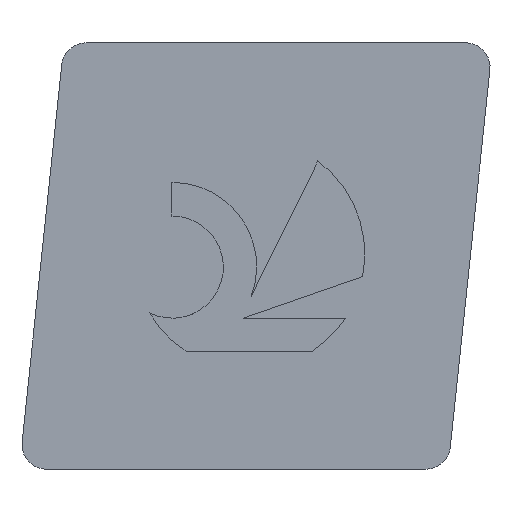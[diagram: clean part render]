
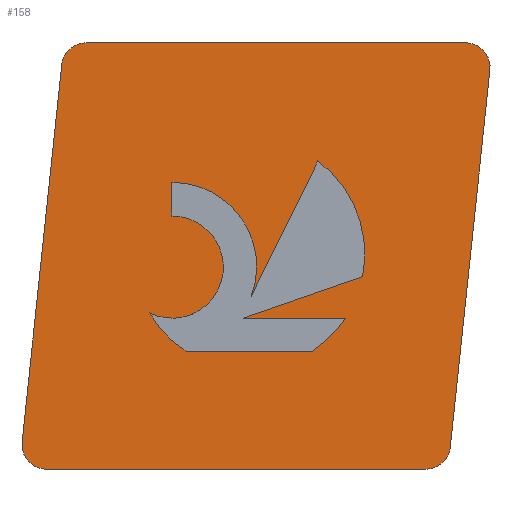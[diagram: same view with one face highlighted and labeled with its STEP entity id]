
A CAD part, top view. The second image highlights one B-rep face of the part: STEP entity #158.
In plain terms, the highlighted planar face has unit normal (0, 0, 1).
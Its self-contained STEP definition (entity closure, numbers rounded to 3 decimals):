
#156=EDGE_CURVE('',#360,#214,#425,.T.);
#158=ADVANCED_FACE('',(#427,#428),#429,.T.);
#166=VERTEX_POINT('',#438);
#170=EDGE_CURVE('',#312,#332,#443,.T.);
#180=VERTEX_POINT('',#455);
#190=EDGE_CURVE('',#254,#312,#466,.T.);
#196=EDGE_CURVE('',#276,#360,#472,.T.);
#206=EDGE_CURVE('',#266,#254,#483,.T.);
#214=VERTEX_POINT('',#491);
#224=EDGE_CURVE('',#250,#232,#503,.T.);
#228=EDGE_CURVE('',#264,#250,#508,.T.);
#232=VERTEX_POINT('',#512);
#234=VERTEX_POINT('',#514);
#250=VERTEX_POINT('',#533);
#252=EDGE_CURVE('',#232,#354,#535,.T.);
#254=VERTEX_POINT('',#537);
#256=VERTEX_POINT('',#539);
#258=EDGE_CURVE('',#256,#294,#541,.T.);
#264=VERTEX_POINT('',#548);
#266=VERTEX_POINT('',#550);
#276=VERTEX_POINT('',#562);
#278=EDGE_CURVE('',#180,#234,#564,.T.);
#288=EDGE_CURVE('',#166,#314,#574,.T.);
#292=EDGE_CURVE('',#400,#180,#578,.T.);
#294=VERTEX_POINT('',#580);
#312=VERTEX_POINT('',#600);
#314=VERTEX_POINT('',#602);
#330=EDGE_CURVE('',#214,#400,#620,.T.);
#332=VERTEX_POINT('',#622);
#338=EDGE_CURVE('',#332,#376,#628,.T.);
#350=EDGE_CURVE('',#294,#266,#643,.T.);
#354=VERTEX_POINT('',#647);
#356=EDGE_CURVE('',#376,#264,#649,.T.);
#360=VERTEX_POINT('',#653);
#366=EDGE_CURVE('',#354,#256,#659,.T.);
#368=EDGE_CURVE('',#234,#166,#661,.T.);
#372=EDGE_CURVE('',#314,#276,#665,.T.);
#376=VERTEX_POINT('',#669);
#400=VERTEX_POINT('',#695);
#425=LINE('',#715,#716);
#427=FACE_BOUND('',#718,.T.);
#428=FACE_OUTER_BOUND('',#719,.T.);
#429=PLANE('',#720);
#438=CARTESIAN_POINT('',(6.628,0.0,0.0));
#443=CIRCLE('',#739,1.887);
#455=CARTESIAN_POINT('',(0.046,0.442,0.0));
#466=LINE('',#769,#770);
#472=CIRCLE('',#779,0.4);
#483=CIRCLE('',#793,1.887);
#491=CARTESIAN_POINT('',(1.091,6.95,0.0));
#503=CIRCLE('',#817,1.37);
#508=LINE('',#823,#824);
#512=CARTESIAN_POINT('',(3.779,2.811,0.0));
#514=CARTESIAN_POINT('',(0.444,0.0,0.0));
#533=CARTESIAN_POINT('',(2.489,4.674,0.0));
#535=LINE('',#858,#859);
#537=CARTESIAN_POINT('',(4.775,1.926,0.0));
#539=CARTESIAN_POINT('',(5.597,3.139,0.0));
#541=LINE('',#866,#867);
#548=CARTESIAN_POINT('',(2.489,4.126,0.0));
#550=CARTESIAN_POINT('',(5.317,2.463,0.0));
#562=CARTESIAN_POINT('',(7.672,6.508,0.0));
#564=CIRCLE('',#896,0.4);
#574=CIRCLE('',#911,0.4);
#578=LINE('',#917,#918);
#580=CARTESIAN_POINT('',(3.651,2.463,0.0));
#600=CARTESIAN_POINT('',(2.718,1.926,0.0));
#602=CARTESIAN_POINT('',(7.026,0.358,0.0));
#620=CIRCLE('',#972,0.4);
#622=CARTESIAN_POINT('',(2.122,2.549,0.0));
#628=CIRCLE('',#985,0.833);
#643=LINE('',#1003,#1004);
#647=CARTESIAN_POINT('',(4.87,5.024,0.0));
#649=CIRCLE('',#1013,0.833);
#653=CARTESIAN_POINT('',(7.275,6.95,0.0));
#659=CIRCLE('',#1028,1.887);
#661=LINE('',#1031,#1032);
#665=LINE('',#1039,#1040);
#669=CARTESIAN_POINT('',(2.867,4.038,0.0));
#695=CARTESIAN_POINT('',(0.693,6.592,0.0));
#715=CARTESIAN_POINT('',(7.275,6.95,0.0));
#716=VECTOR('',#1097,1.0);
#718=EDGE_LOOP('',(#1099,#1100,#1101,#1102,#1103,#1104,#1105,#1106,#1107,#1108,#1109));
#719=EDGE_LOOP('',(#1110,#1111,#1112,#1113,#1114,#1115,#1116,#1117));
#720=AXIS2_PLACEMENT_3D('',#1118,#1119,#1120);
#739=AXIS2_PLACEMENT_3D('',#1139,#1140,#1141);
#769=CARTESIAN_POINT('',(3.289,1.926,0.0));
#770=VECTOR('',#1169,1.0);
#779=AXIS2_PLACEMENT_3D('',#1171,#1172,#1173);
#793=AXIS2_PLACEMENT_3D('',#1190,#1191,#1192);
#817=AXIS2_PLACEMENT_3D('',#1213,#1214,#1215);
#823=CARTESIAN_POINT('',(2.489,4.074,0.0));
#824=VECTOR('',#1224,1.0);
#858=CARTESIAN_POINT('',(4.464,4.2,0.0));
#859=VECTOR('',#1251,1.0);
#866=CARTESIAN_POINT('',(3.901,2.55,0.0));
#867=VECTOR('',#1252,1.0);
#896=AXIS2_PLACEMENT_3D('',#1281,#1282,#1283);
#911=AXIS2_PLACEMENT_3D('',#1286,#1287,#1288);
#917=CARTESIAN_POINT('',(0.693,6.592,0.0));
#918=VECTOR('',#1292,1.0);
#972=AXIS2_PLACEMENT_3D('',#1331,#1332,#1333);
#985=AXIS2_PLACEMENT_3D('',#1336,#1337,#1338);
#1003=CARTESIAN_POINT('',(4.588,2.463,0.0));
#1004=VECTOR('',#1364,1.0);
#1013=AXIS2_PLACEMENT_3D('',#1366,#1367,#1368);
#1028=AXIS2_PLACEMENT_3D('',#1371,#1372,#1373);
#1031=CARTESIAN_POINT('',(0.444,0.0,0.0));
#1032=VECTOR('',#1374,1.0);
#1039=CARTESIAN_POINT('',(7.026,0.358,0.0));
#1040=VECTOR('',#1376,1.0);
#1097=DIRECTION('',(-1.0,0.0,0.0));
#1099=ORIENTED_EDGE('',*,*,#228,.T.);
#1100=ORIENTED_EDGE('',*,*,#224,.T.);
#1101=ORIENTED_EDGE('',*,*,#252,.T.);
#1102=ORIENTED_EDGE('',*,*,#366,.T.);
#1103=ORIENTED_EDGE('',*,*,#258,.T.);
#1104=ORIENTED_EDGE('',*,*,#350,.T.);
#1105=ORIENTED_EDGE('',*,*,#206,.T.);
#1106=ORIENTED_EDGE('',*,*,#190,.T.);
#1107=ORIENTED_EDGE('',*,*,#170,.T.);
#1108=ORIENTED_EDGE('',*,*,#338,.T.);
#1109=ORIENTED_EDGE('',*,*,#356,.T.);
#1110=ORIENTED_EDGE('',*,*,#368,.T.);
#1111=ORIENTED_EDGE('',*,*,#288,.T.);
#1112=ORIENTED_EDGE('',*,*,#372,.T.);
#1113=ORIENTED_EDGE('',*,*,#196,.T.);
#1114=ORIENTED_EDGE('',*,*,#156,.T.);
#1115=ORIENTED_EDGE('',*,*,#330,.T.);
#1116=ORIENTED_EDGE('',*,*,#292,.T.);
#1117=ORIENTED_EDGE('',*,*,#278,.T.);
#1118=CARTESIAN_POINT('',(3.859,3.475,0.0));
#1119=DIRECTION('',(0.0,0.0,1.0));
#1120=DIRECTION('',(1.0,0.0,0.0));
#1139=CARTESIAN_POINT('',(3.747,3.508,0.0));
#1140=DIRECTION('',(-0.0,0.0,-1.0));
#1141=DIRECTION('',(-0.861,-0.508,0.0));
#1169=DIRECTION('',(-1.0,0.0,0.0));
#1171=CARTESIAN_POINT('',(7.275,6.55,0.0));
#1172=DIRECTION('',(-0.0,0.0,1.0));
#1173=DIRECTION('',(0.995,-0.105,0.0));
#1190=CARTESIAN_POINT('',(3.747,3.508,0.0));
#1191=DIRECTION('',(0.0,-0.0,-1.0));
#1192=DIRECTION('',(0.545,-0.838,0.0));
#1213=CARTESIAN_POINT('',(2.5,3.304,0.0));
#1214=DIRECTION('',(0.0,-0.0,-1.0));
#1215=DIRECTION('',(0.933,-0.359,0.0));
#1224=DIRECTION('',(0.0,1.0,0.0));
#1251=DIRECTION('',(0.442,0.897,-0.0));
#1252=DIRECTION('',(-0.945,-0.328,0.0));
#1281=CARTESIAN_POINT('',(0.444,0.4,0.0));
#1282=DIRECTION('',(0.0,0.0,1.0));
#1283=DIRECTION('',(-0.995,0.105,0.0));
#1286=CARTESIAN_POINT('',(6.628,0.4,0.0));
#1287=DIRECTION('',(0.0,0.0,1.0));
#1288=DIRECTION('',(0.,-1.0,0.0));
#1292=DIRECTION('',(-0.105,-0.995,0.0));
#1331=CARTESIAN_POINT('',(1.091,6.55,0.0));
#1332=DIRECTION('',(0.0,0.0,1.0));
#1333=DIRECTION('',(0.,1.0,0.0));
#1336=CARTESIAN_POINT('',(2.494,3.294,0.0));
#1337=DIRECTION('',(0.0,0.0,1.0));
#1338=DIRECTION('',(-0.447,-0.894,0.0));
#1364=DIRECTION('',(1.0,0.0,0.0));
#1366=CARTESIAN_POINT('',(2.494,3.294,0.0));
#1367=DIRECTION('',(0.0,0.0,1.0));
#1368=DIRECTION('',(-0.447,-0.894,0.0));
#1371=CARTESIAN_POINT('',(3.747,3.508,0.0));
#1372=DIRECTION('',(0.0,-0.0,-1.0));
#1373=DIRECTION('',(0.981,-0.196,0.0));
#1374=DIRECTION('',(1.0,0.0,0.0));
#1376=DIRECTION('',(0.105,0.995,0.0));
